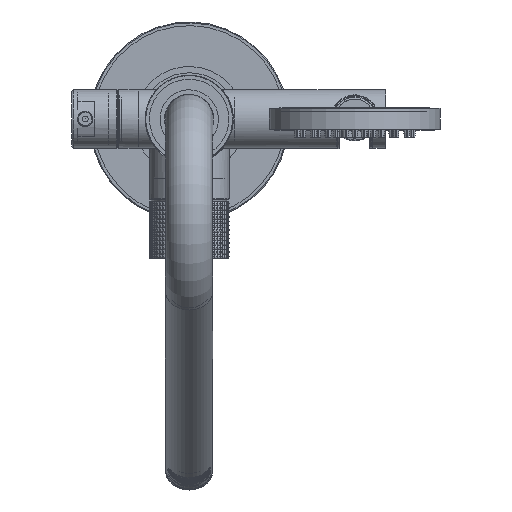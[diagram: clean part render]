
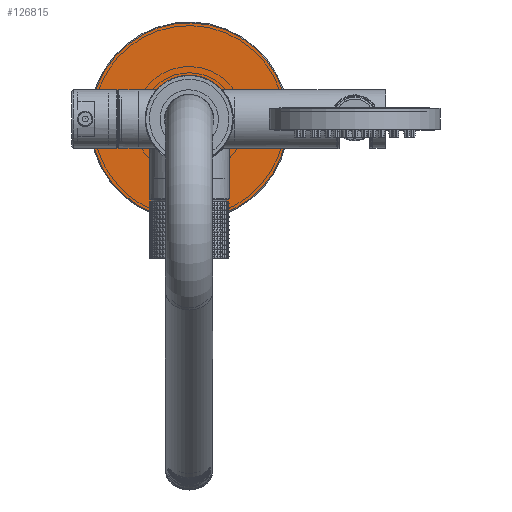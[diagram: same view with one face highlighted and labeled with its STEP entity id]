
A CAD part, top view. The second image highlights one B-rep face of the part: STEP entity #126815.
In plain terms, the highlighted face is planar.
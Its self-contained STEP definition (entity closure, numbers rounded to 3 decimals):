
#63527=ORIENTED_EDGE('',*,*,#83152,.T.);
#63528=ORIENTED_EDGE('',*,*,#83153,.T.);
#83152=EDGE_CURVE('',#95455,#95455,#100411,.T.);
#83153=EDGE_CURVE('',#95456,#95456,#100412,.F.);
#95455=VERTEX_POINT('',#344746);
#95456=VERTEX_POINT('',#344748);
#100411=CIRCLE('',#188874,24.55);
#100412=CIRCLE('',#188875,54.);
#108782=EDGE_LOOP('',(#63527));
#108783=EDGE_LOOP('',(#63528));
#117171=FACE_BOUND('',#108782,.T.);
#117172=FACE_BOUND('',#108783,.T.);
#118973=PLANE('',#188873);
#126815=ADVANCED_FACE('',(#117171,#117172),#118973,.F.);
#188873=AXIS2_PLACEMENT_3D('',#344744,#209792,#209793);
#188874=AXIS2_PLACEMENT_3D('',#344745,#209794,#209795);
#188875=AXIS2_PLACEMENT_3D('',#344747,#209796,#209797);
#209792=DIRECTION('',(0.,-1.,0.));
#209793=DIRECTION('',(0.,0.,-1.));
#209794=DIRECTION('',(0.,-1.,0.));
#209795=DIRECTION('',(0.,0.,-1.));
#209796=DIRECTION('',(0.,-1.,0.));
#209797=DIRECTION('',(0.,0.,-1.));
#344744=CARTESIAN_POINT('',(-24.25,12.,0.));
#344745=CARTESIAN_POINT('',(0.,12.,0.));
#344746=CARTESIAN_POINT('',(0.,12.,-24.55));
#344747=CARTESIAN_POINT('',(0.,12.,0.));
#344748=CARTESIAN_POINT('',(0.,12.,-54.));
